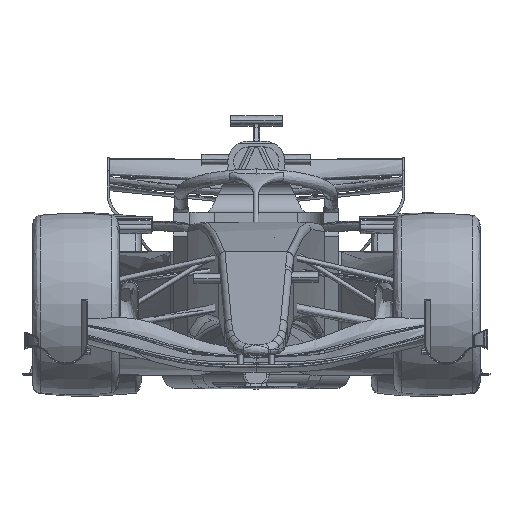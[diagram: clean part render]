
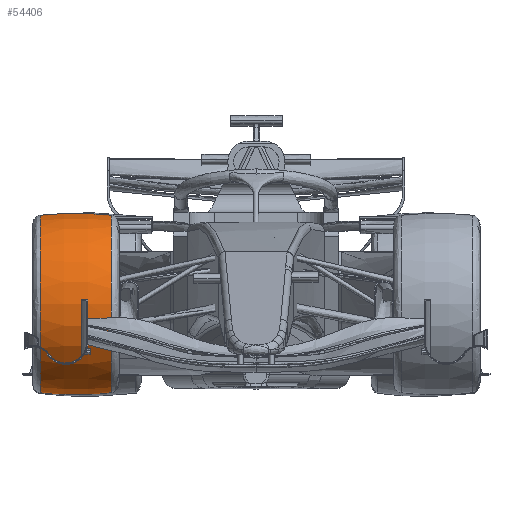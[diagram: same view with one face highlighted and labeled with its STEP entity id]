
A CAD part, top view. The second image highlights one B-rep face of the part: STEP entity #54406.
In plain terms, the highlighted toroidal (fillet/blend) face has major radius 597.812 mm and minor radius 950.312 mm.
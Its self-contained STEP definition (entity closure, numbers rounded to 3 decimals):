
#7257 = ORIENTED_EDGE ( 'NONE', *, *, #65398, .F. ) ;
#15739 = CARTESIAN_POINT ( 'NONE',  ( 176.25, 0., 137.5 ) ) ;
#20869 = EDGE_LOOP ( 'NONE', ( #7257 ) ) ;
#23550 = CIRCLE ( 'NONE', #182117, 342.5 ) ;
#29168 = EDGE_CURVE ( 'NONE', #97533, #97533, #102957, .T. ) ;
#29214 = DIRECTION ( 'NONE',  ( 0., 0., 1. ) ) ;
#44228 = VERTEX_POINT ( 'NONE', #54828 ) ;
#54406 = ADVANCED_FACE ( 'NONE', ( #158855, #178353 ), #56796, .T. ) ;
#54828 = CARTESIAN_POINT ( 'NONE',  ( 518.75, 0., 137.5 ) ) ;
#56796 = TOROIDAL_SURFACE ( 'NONE', #63447, -597.813, 950.313 ) ;
#57115 = DIRECTION ( 'NONE',  ( 0., 0., 1. ) ) ;
#63447 = AXIS2_PLACEMENT_3D ( 'NONE', #90942, #29214, #89622 ) ;
#65398 = EDGE_CURVE ( 'NONE', #44228, #44228, #23550, .T. ) ;
#79638 = EDGE_LOOP ( 'NONE', ( #97154 ) ) ;
#89622 = DIRECTION ( 'NONE',  ( 1., 0., 0. ) ) ;
#90942 = CARTESIAN_POINT ( 'NONE',  ( 176.25, 0., 0. ) ) ;
#97154 = ORIENTED_EDGE ( 'NONE', *, *, #29168, .T. ) ;
#97533 = VERTEX_POINT ( 'NONE', #102337 ) ;
#98121 = DIRECTION ( 'NONE',  ( 0., 0., 1. ) ) ;
#98803 = CARTESIAN_POINT ( 'NONE',  ( 176.25, 0., -137.5 ) ) ;
#102337 = CARTESIAN_POINT ( 'NONE',  ( 518.75, 0., -137.5 ) ) ;
#102957 = CIRCLE ( 'NONE', #181286, 342.5 ) ;
#119550 = DIRECTION ( 'NONE',  ( 1., 0., 0. ) ) ;
#158855 = FACE_OUTER_BOUND ( 'NONE', #20869, .T. ) ;
#177583 = DIRECTION ( 'NONE',  ( 1., 0., 0. ) ) ;
#178353 = FACE_OUTER_BOUND ( 'NONE', #79638, .T. ) ;
#181286 = AXIS2_PLACEMENT_3D ( 'NONE', #98803, #98121, #177583 ) ;
#182117 = AXIS2_PLACEMENT_3D ( 'NONE', #15739, #57115, #119550 ) ;
